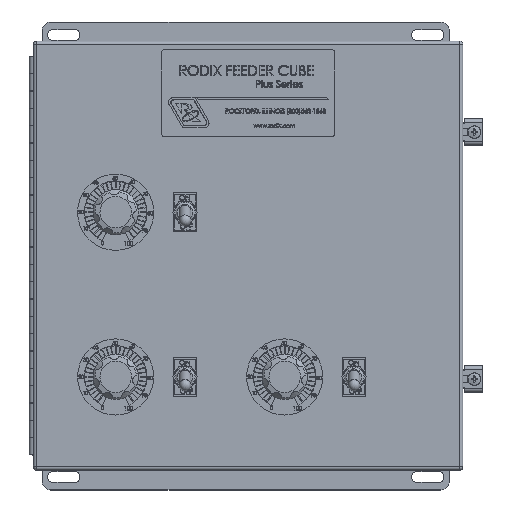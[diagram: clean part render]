
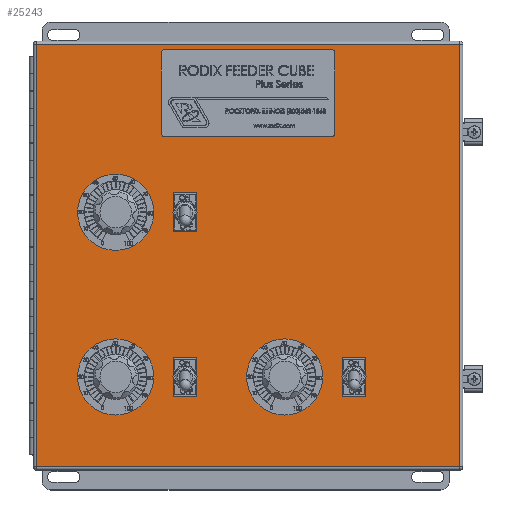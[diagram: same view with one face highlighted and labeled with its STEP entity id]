
A CAD part, top view. The second image highlights one B-rep face of the part: STEP entity #25243.
In plain terms, the highlighted planar face has unit normal (0, 0, 1).
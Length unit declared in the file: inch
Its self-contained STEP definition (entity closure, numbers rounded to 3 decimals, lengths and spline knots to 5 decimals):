
#677 = VERTEX_POINT ( 'NONE', #66948 ) ;
#1048 = VERTEX_POINT ( 'NONE', #90906 ) ;
#4050 = VECTOR ( 'NONE', #80611, 39.37008 ) ;
#6086 = EDGE_CURVE ( 'NONE', #677, #32645, #73274, .T. ) ;
#7244 = AXIS2_PLACEMENT_3D ( 'NONE', #51693, #43180, #86209 ) ;
#9932 = CARTESIAN_POINT ( 'NONE',  ( 6.174, 6.0975, 6.26 ) ) ;
#14376 = FACE_OUTER_BOUND ( 'NONE', #60084, .T. ) ;
#16088 = CARTESIAN_POINT ( 'NONE',  ( -6.036, 0., 6.26 ) ) ;
#17390 = ORIENTED_EDGE ( 'NONE', *, *, #70966, .T. ) ;
#21571 = VECTOR ( 'NONE', #22715, 39.37008 ) ;
#22413 = PLANE ( 'NONE',  #7244 ) ;
#22715 = DIRECTION ( 'NONE',  ( 0., -1., 0. ) ) ;
#24592 = CARTESIAN_POINT ( 'NONE',  ( 0., -6.0975, 6.26 ) ) ;
#25243 = ADVANCED_FACE ( 'NONE', ( #14376 ), #22413, .F. ) ;
#28631 = CARTESIAN_POINT ( 'NONE',  ( -6.036, -6.0975, 6.26 ) ) ;
#32645 = VERTEX_POINT ( 'NONE', #28631 ) ;
#33091 = VECTOR ( 'NONE', #48222, 39.37008 ) ;
#39595 = VERTEX_POINT ( 'NONE', #9932 ) ;
#43180 = DIRECTION ( 'NONE',  ( 0., 0., -1. ) ) ;
#45007 = ORIENTED_EDGE ( 'NONE', *, *, #79998, .T. ) ;
#45845 = LINE ( 'NONE', #24592, #66796 ) ;
#48222 = DIRECTION ( 'NONE',  ( 0., 1., 0. ) ) ;
#51693 = CARTESIAN_POINT ( 'NONE',  ( 0., 0., 6.26 ) ) ;
#55013 = ORIENTED_EDGE ( 'NONE', *, *, #6086, .T. ) ;
#59791 = EDGE_CURVE ( 'NONE', #32645, #1048, #45845, .T. ) ;
#60084 = EDGE_LOOP ( 'NONE', ( #55013, #84319, #45007, #17390 ) ) ;
#60998 = LINE ( 'NONE', #69979, #33091 ) ;
#65950 = CARTESIAN_POINT ( 'NONE',  ( 0., 6.0975, 6.26 ) ) ;
#66796 = VECTOR ( 'NONE', #74688, 39.37008 ) ;
#66948 = CARTESIAN_POINT ( 'NONE',  ( -6.036, 6.0975, 6.26 ) ) ;
#69979 = CARTESIAN_POINT ( 'NONE',  ( 6.174, 0., 6.26 ) ) ;
#70966 = EDGE_CURVE ( 'NONE', #39595, #677, #72119, .T. ) ;
#72119 = LINE ( 'NONE', #65950, #4050 ) ;
#73274 = LINE ( 'NONE', #16088, #21571 ) ;
#74688 = DIRECTION ( 'NONE',  ( 1., 0., 0. ) ) ;
#79998 = EDGE_CURVE ( 'NONE', #1048, #39595, #60998, .T. ) ;
#80611 = DIRECTION ( 'NONE',  ( -1., 0., 0. ) ) ;
#84319 = ORIENTED_EDGE ( 'NONE', *, *, #59791, .T. ) ;
#86209 = DIRECTION ( 'NONE',  ( -1., 0., 0. ) ) ;
#90906 = CARTESIAN_POINT ( 'NONE',  ( 6.174, -6.0975, 6.26 ) ) ;
